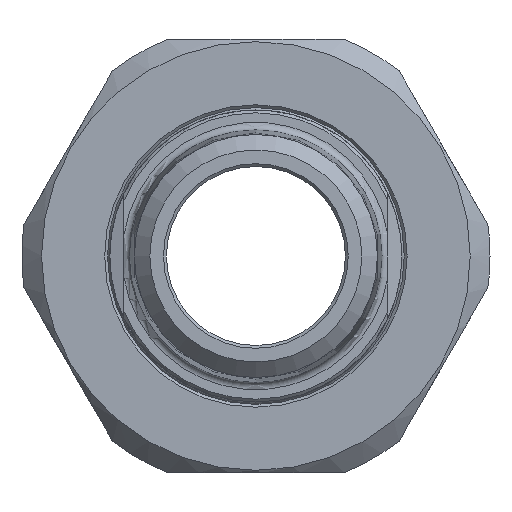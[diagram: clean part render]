
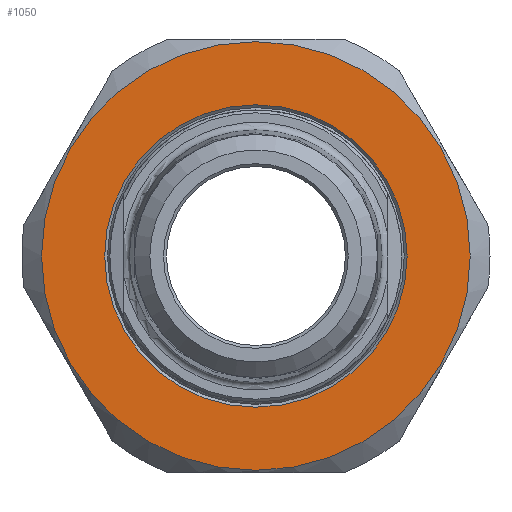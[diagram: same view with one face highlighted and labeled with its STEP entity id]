
A CAD part, left-side view. The second image highlights one B-rep face of the part: STEP entity #1050.
In plain terms, the highlighted planar face has unit normal (-1, 0, 0).
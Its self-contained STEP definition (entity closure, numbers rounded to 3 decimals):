
#43=FACE_BOUND('',#200,.T.);
#99=PLANE('',#1210);
#136=FACE_OUTER_BOUND('',#199,.T.);
#199=EDGE_LOOP('',(#799));
#200=EDGE_LOOP('',(#800));
#373=CIRCLE('',#1190,22.75);
#383=CIRCLE('',#1209,16.05);
#463=VERTEX_POINT('',#1770);
#472=VERTEX_POINT('',#1805);
#581=EDGE_CURVE('',#463,#463,#373,.T.);
#595=EDGE_CURVE('',#472,#472,#383,.T.);
#799=ORIENTED_EDGE('',*,*,#581,.T.);
#800=ORIENTED_EDGE('',*,*,#595,.F.);
#1050=ADVANCED_FACE('',(#136,#43),#99,.T.);
#1190=AXIS2_PLACEMENT_3D('',#1772,#1381,#1382);
#1209=AXIS2_PLACEMENT_3D('',#1806,#1422,#1423);
#1210=AXIS2_PLACEMENT_3D('',#1808,#1425,#1426);
#1381=DIRECTION('center_axis',(-1.,0.,0.));
#1382=DIRECTION('ref_axis',(0.,1.,0.));
#1422=DIRECTION('center_axis',(-1.,0.,0.));
#1423=DIRECTION('ref_axis',(0.,0.,-1.));
#1425=DIRECTION('center_axis',(-1.,0.,0.));
#1426=DIRECTION('ref_axis',(0.,0.,1.));
#1770=CARTESIAN_POINT('',(-19.,-22.75,0.));
#1772=CARTESIAN_POINT('Origin',(-19.,0.,0.));
#1805=CARTESIAN_POINT('',(-19.,0.,16.05));
#1806=CARTESIAN_POINT('Origin',(-19.,0.,0.));
#1808=CARTESIAN_POINT('Origin',(-19.,0.,0.));
